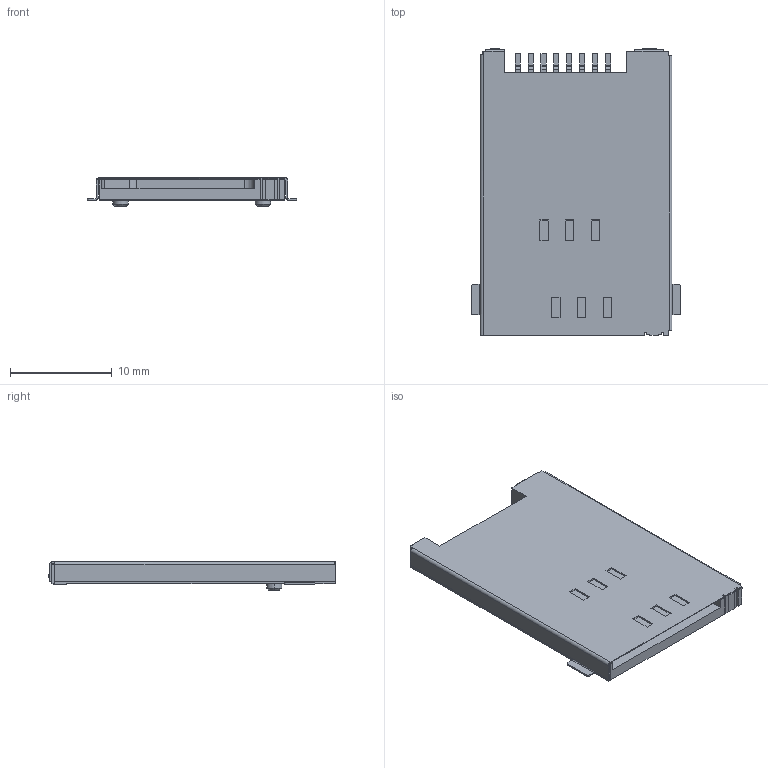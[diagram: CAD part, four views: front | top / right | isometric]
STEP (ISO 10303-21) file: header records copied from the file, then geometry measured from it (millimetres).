
FILE_DESCRIPTION(('STEP AP214'),'1');
FILE_NAME(' ',' ',('TraceParts'),('TraceParts S.A.'),'XStep 1.0',' ',' ');
FILE_SCHEMA(('automotive_design'));
Length unit declared in the file: millimetre
Products named in the file (1): 1
Bounding box: 20.55 x 28.15 x 2.8 mm (x, y, z)
Volume: 765.7 mm3; surface area: 2163.7 mm2
Topology: 1 solids, 1 shells, 258 faces, 726 edges, 482 vertices
Faces by surface type: plane 199, cylinder 55, cone 4
Entity records: 16419 total; most frequent: CARTESIAN_POINT 1481, STYLED_ITEM 1466, PRESENTATION_STYLE_ASSIGNMENT 1466, COLOUR_RGB 1466, ORIENTED_EDGE 1452, DIRECTION 1365, EDGE_CURVE 726, CURVE_STYLE 726
